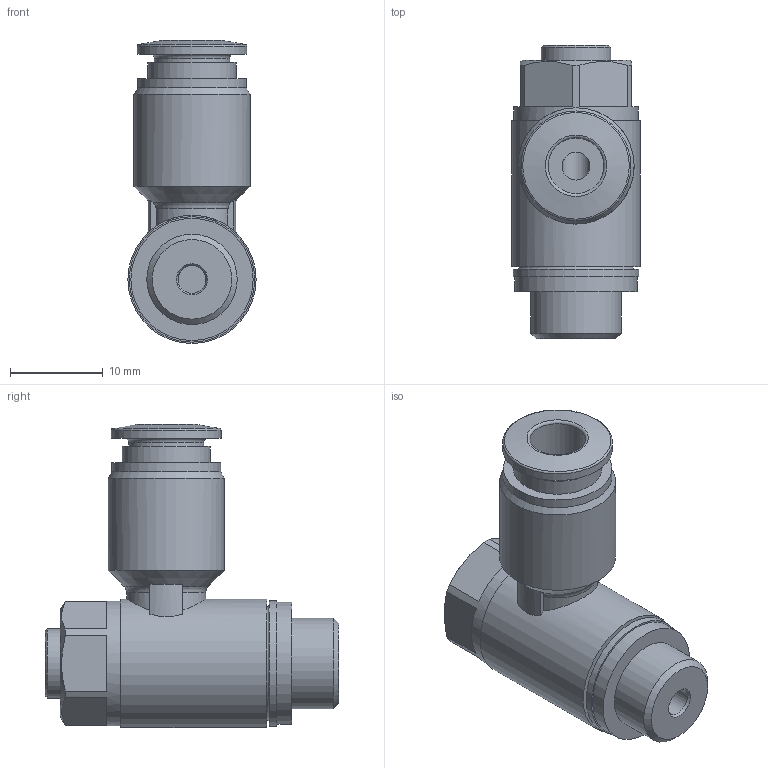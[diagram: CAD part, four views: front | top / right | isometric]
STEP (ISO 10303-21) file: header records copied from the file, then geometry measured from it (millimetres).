
FILE_DESCRIPTION(/* description */ ('STEP AP214'),/* implementation_level */ '2;1');
FILE_NAME(/* name */ '193144_GRLA-1_8-QS-6-D',/* time_stamp */ '2024-08-20T22:58:10+02:00',/* author */ ('License CC BY-ND 4.0'),/* organization */ ('CADENAS'),/* preprocessor_version */ 'ST-DEVELOPER v19.3',/* originating_system */ 'PARTsolutions',/* authorisation */ ' ');
FILE_SCHEMA (('AUTOMOTIVE_DESIGN {1 0 10303 214 3 1 1}'));
Length unit declared in the file: millimetre
Products named in the file (1): 193144 GRLA-1/8-QS-6-D
Bounding box: 13.8 x 31.55 x 32.6 mm (x, y, z)
Volume: 5264.1 mm3; surface area: 3076.5 mm2
Topology: 1 solids, 1 shells, 69 faces, 151 edges, 96 vertices
Faces by surface type: plane 34, cylinder 19, cone 10, torus 6
Full cylindrical faces by diameter (mm): 3 x2, 6 x1, 6.3 x1, 7.5 x1, 8.1 x1, 9.5 x1, 9.728 x1, 11.7 x1, 11.8 x1, 12.5 x1, 13.15 x1, 13.4 x1, 13.5 x1, 13.8 x1
Entity records: 2276 total; most frequent: CARTESIAN_POINT 362, DIRECTION 304, ORIENTED_EDGE 238, AXIS2_PLACEMENT_3D 137, EDGE_CURVE 119, EDGE_LOOP 112, FACE_BOUND 112, VERTEX_POINT 93
